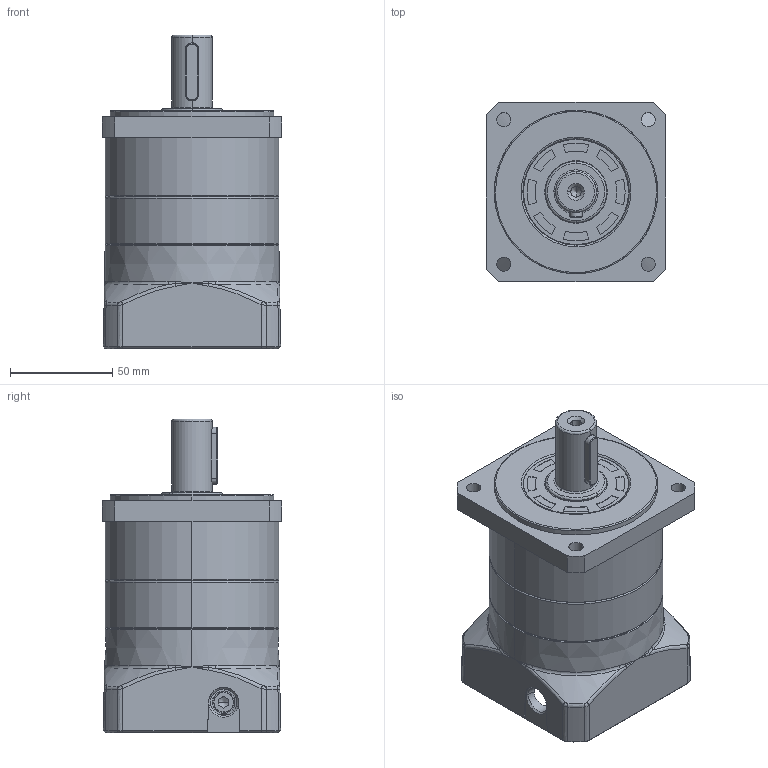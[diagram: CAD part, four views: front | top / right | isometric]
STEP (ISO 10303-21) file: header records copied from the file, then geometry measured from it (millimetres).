
FILE_DESCRIPTION (( 'STEP AP214' ), '1' );
FILE_NAME ('FB-090-L1-P2-¦µ19-¦µ80-¦µ100-M6-42.STEP', '2024-01-04T13:12:53', ( '' ), ( '' ), 'SwSTEP 2.0', 'SolidWorks 2013', '' );
FILE_SCHEMA (( 'AUTOMOTIVE_DESIGN' ));
Length unit declared in the file: millimetre
Products named in the file (9): 镂空输入法兰FB090-80X51XM6; 怀堤傷褲极FB090; FBK嘎殤蚐猾 KG30x52x6; M5樓粟菜; A倰す瑩6X28; 单边锁输入轴FB090-19(带螺丝); 怀堤俴陎殤FB090-C20; 内齿圈FB090-D108; FB-090-L1-P2-朴19-朴80-朴100-M6-42
Assembly tree (13 placements, depth 2):
  FB-090-L1-P2-朴19-朴80-朴100-M6-42
    内齿圈FB090-D108
    怀堤俴陎殤FB090-C20
    单边锁输入轴FB090-19(带螺丝)
    A倰す瑩6X28
    M5樓粟菜  x6
    FBK嘎殤蚐猾 KG30x52x6
    怀堤傷褲极FB090
    镂空输入法兰FB090-80X51XM6
Bounding box: 88 x 88 x 153.5 mm (x, y, z)
Volume: 362080.4 mm3; surface area: 128933.1 mm2
Topology: 7 solids, 20 shells, 1211 faces, 3033 edges, 1840 vertices
Faces by surface type: bspline 364, cylinder 261, plane 250, cone 208, torus 73, sphere 55
Entity records: 48494 total; most frequent: CARTESIAN_POINT 26328, ORIENTED_EDGE 5213, DIRECTION 3597, EDGE_CURVE 2613, VERTEX_POINT 1611, AXIS2_PLACEMENT_3D 1505, EDGE_LOOP 1166, B_SPLINE_CURVE_WITH_KNOTS 1125
